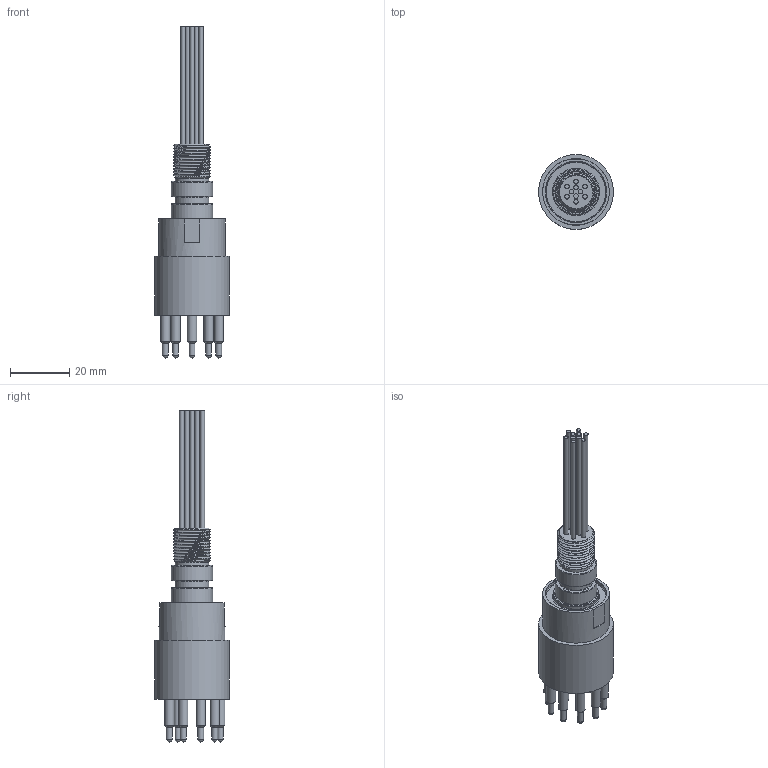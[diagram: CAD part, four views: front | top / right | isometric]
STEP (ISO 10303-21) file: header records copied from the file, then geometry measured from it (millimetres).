
FILE_DESCRIPTION(/* description */ (''),/* implementation_level */ '2;1');
FILE_NAME(/* name */ 'MCBH10M 2 O-ring 22mm Hex.stp',/* time_stamp */ '2014-11-26T15:43:25+01:00',/* author */ ('sh'),/* organization */ (''),/* preprocessor_version */ 'ST-DEVELOPER v15.2',/* originating_system */ 'Autodesk Inventor 2014',/* authorisation */ '');
FILE_SCHEMA (('AUTOMOTIVE_DESIGN { 1 0 10303 214 3 1 1 }'));
Length unit declared in the file: millimetre
Products named in the file (1): MCBH10M 2 O-ring 22mm Hex
Bounding box: 25.4 x 25.4 x 112.53 mm (x, y, z)
Volume: 19841 mm3; surface area: 8236.4 mm2
Topology: 1 solids, 7 shells, 359 faces, 883 edges, 568 vertices
Faces by surface type: bspline 161, plane 113, cylinder 53, cone 12, torus 10, sphere 10
Full cylindrical faces by diameter (mm): 1.5 x10, 1.981 x10, 3.175 x10, 11.354 x1, 11.379 x1, 13.975 x2, 15.596 x1, 20.422 x1, 22.606 x1, 25.4 x1
Entity records: 14091 total; most frequent: CARTESIAN_POINT 6818, ORIENTED_EDGE 1586, DIRECTION 947, EDGE_CURVE 791, VERTEX_POINT 545, EDGE_LOOP 466, ADVANCED_FACE 358, LINE 351
